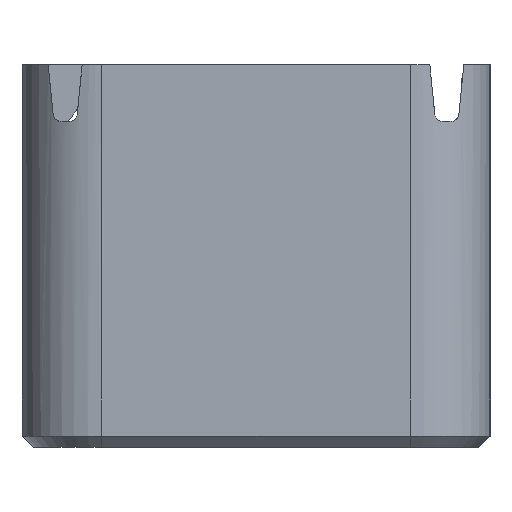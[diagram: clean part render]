
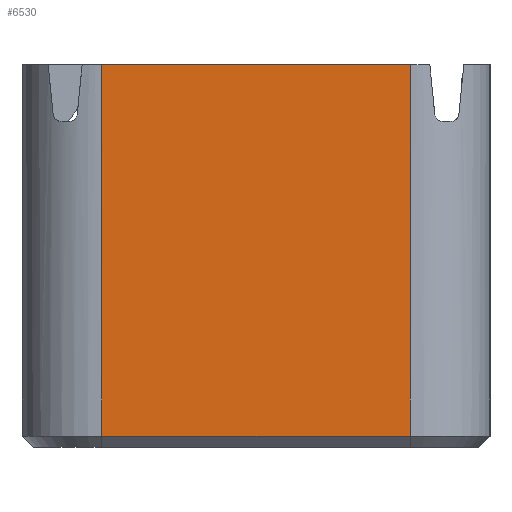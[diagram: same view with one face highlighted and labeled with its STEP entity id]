
A CAD part, left-side view. The second image highlights one B-rep face of the part: STEP entity #6530.
In plain terms, the highlighted planar face has unit normal (-1, 0, 0).
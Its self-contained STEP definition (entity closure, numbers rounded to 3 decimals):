
#100 = PLANE('',#101);
#101 = AXIS2_PLACEMENT_3D('',#102,#103,#104);
#102 = CARTESIAN_POINT('',(0.,0.,33.7));
#103 = DIRECTION('',(0.,0.,1.));
#104 = DIRECTION('',(1.,0.,0.));
#128 = CYLINDRICAL_SURFACE('',#129,7.);
#129 = AXIS2_PLACEMENT_3D('',#130,#131,#132);
#130 = CARTESIAN_POINT('',(7.,34.2,33.7));
#131 = DIRECTION('',(0.,0.,-1.));
#132 = DIRECTION('',(-1.,-0.,-0.));
#3488 = VERTEX_POINT('',#3489);
#3489 = CARTESIAN_POINT('',(0.,34.2,1.));
#3511 = EDGE_CURVE('',#3512,#3488,#3514,.T.);
#3512 = VERTEX_POINT('',#3513);
#3513 = CARTESIAN_POINT('',(0.,34.2,33.7));
#3514 = SURFACE_CURVE('',#3515,(#3519,#3526),.PCURVE_S1.);
#3515 = LINE('',#3516,#3517);
#3516 = CARTESIAN_POINT('',(0.,34.2,33.7));
#3517 = VECTOR('',#3518,1.);
#3518 = DIRECTION('',(0.,0.,-1.));
#3519 = PCURVE('',#128,#3520);
#3520 = DEFINITIONAL_REPRESENTATION('',(#3521),#3525);
#3521 = LINE('',#3522,#3523);
#3522 = CARTESIAN_POINT('',(0.,0.));
#3523 = VECTOR('',#3524,1.);
#3524 = DIRECTION('',(0.,1.));
#3525 = ( GEOMETRIC_REPRESENTATION_CONTEXT(2) 
PARAMETRIC_REPRESENTATION_CONTEXT() REPRESENTATION_CONTEXT('2D SPACE',''
  ) );
#3526 = PCURVE('',#3527,#3532);
#3527 = PLANE('',#3528);
#3528 = AXIS2_PLACEMENT_3D('',#3529,#3530,#3531);
#3529 = CARTESIAN_POINT('',(0.,0.,0.));
#3530 = DIRECTION('',(1.,0.,0.));
#3531 = DIRECTION('',(0.,0.,1.));
#3532 = DEFINITIONAL_REPRESENTATION('',(#3533),#3537);
#3533 = LINE('',#3534,#3535);
#3534 = CARTESIAN_POINT('',(33.7,-34.2));
#3535 = VECTOR('',#3536,1.);
#3536 = DIRECTION('',(-1.,0.));
#3537 = ( GEOMETRIC_REPRESENTATION_CONTEXT(2) 
PARAMETRIC_REPRESENTATION_CONTEXT() REPRESENTATION_CONTEXT('2D SPACE',''
  ) );
#4161 = EDGE_CURVE('',#3512,#4162,#4164,.T.);
#4162 = VERTEX_POINT('',#4163);
#4163 = CARTESIAN_POINT('',(0.,7.,33.7));
#4164 = SURFACE_CURVE('',#4165,(#4169,#4176),.PCURVE_S1.);
#4165 = LINE('',#4166,#4167);
#4166 = CARTESIAN_POINT('',(0.,41.2,33.7));
#4167 = VECTOR('',#4168,1.);
#4168 = DIRECTION('',(0.,-1.,0.));
#4169 = PCURVE('',#100,#4170);
#4170 = DEFINITIONAL_REPRESENTATION('',(#4171),#4175);
#4171 = LINE('',#4172,#4173);
#4172 = CARTESIAN_POINT('',(0.,41.2));
#4173 = VECTOR('',#4174,1.);
#4174 = DIRECTION('',(0.,-1.));
#4175 = ( GEOMETRIC_REPRESENTATION_CONTEXT(2) 
PARAMETRIC_REPRESENTATION_CONTEXT() REPRESENTATION_CONTEXT('2D SPACE',''
  ) );
#4176 = PCURVE('',#3527,#4177);
#4177 = DEFINITIONAL_REPRESENTATION('',(#4178),#4182);
#4178 = LINE('',#4179,#4180);
#4179 = CARTESIAN_POINT('',(33.7,-41.2));
#4180 = VECTOR('',#4181,1.);
#4181 = DIRECTION('',(0.,1.));
#4182 = ( GEOMETRIC_REPRESENTATION_CONTEXT(2) 
PARAMETRIC_REPRESENTATION_CONTEXT() REPRESENTATION_CONTEXT('2D SPACE',''
  ) );
#4199 = CYLINDRICAL_SURFACE('',#4200,7.);
#4200 = AXIS2_PLACEMENT_3D('',#4201,#4202,#4203);
#4201 = CARTESIAN_POINT('',(7.,7.,0.));
#4202 = DIRECTION('',(0.,0.,1.));
#4203 = DIRECTION('',(-1.,0.,0.));
#4546 = PLANE('',#4547);
#4547 = AXIS2_PLACEMENT_3D('',#4548,#4549,#4550);
#4548 = CARTESIAN_POINT('',(0.5,7.,0.5));
#4549 = DIRECTION('',(-0.707,0.,-0.707));
#4550 = DIRECTION('',(0.,1.,0.));
#6530 = ADVANCED_FACE('',(#6531),#3527,.F.);
#6531 = FACE_BOUND('',#6532,.F.);
#6532 = EDGE_LOOP('',(#6533,#6534,#6535,#6558));
#6533 = ORIENTED_EDGE('',*,*,#3511,.F.);
#6534 = ORIENTED_EDGE('',*,*,#4161,.T.);
#6535 = ORIENTED_EDGE('',*,*,#6536,.F.);
#6536 = EDGE_CURVE('',#6537,#4162,#6539,.T.);
#6537 = VERTEX_POINT('',#6538);
#6538 = CARTESIAN_POINT('',(0.,7.,1.));
#6539 = SURFACE_CURVE('',#6540,(#6544,#6551),.PCURVE_S1.);
#6540 = LINE('',#6541,#6542);
#6541 = CARTESIAN_POINT('',(0.,7.,0.));
#6542 = VECTOR('',#6543,1.);
#6543 = DIRECTION('',(0.,0.,1.));
#6544 = PCURVE('',#3527,#6545);
#6545 = DEFINITIONAL_REPRESENTATION('',(#6546),#6550);
#6546 = LINE('',#6547,#6548);
#6547 = CARTESIAN_POINT('',(0.,-7.));
#6548 = VECTOR('',#6549,1.);
#6549 = DIRECTION('',(1.,0.));
#6550 = ( GEOMETRIC_REPRESENTATION_CONTEXT(2) 
PARAMETRIC_REPRESENTATION_CONTEXT() REPRESENTATION_CONTEXT('2D SPACE',''
  ) );
#6551 = PCURVE('',#4199,#6552);
#6552 = DEFINITIONAL_REPRESENTATION('',(#6553),#6557);
#6553 = LINE('',#6554,#6555);
#6554 = CARTESIAN_POINT('',(0.,0.));
#6555 = VECTOR('',#6556,1.);
#6556 = DIRECTION('',(0.,1.));
#6557 = ( GEOMETRIC_REPRESENTATION_CONTEXT(2) 
PARAMETRIC_REPRESENTATION_CONTEXT() REPRESENTATION_CONTEXT('2D SPACE',''
  ) );
#6558 = ORIENTED_EDGE('',*,*,#6559,.T.);
#6559 = EDGE_CURVE('',#6537,#3488,#6560,.T.);
#6560 = SURFACE_CURVE('',#6561,(#6565,#6572),.PCURVE_S1.);
#6561 = LINE('',#6562,#6563);
#6562 = CARTESIAN_POINT('',(0.,7.,1.));
#6563 = VECTOR('',#6564,1.);
#6564 = DIRECTION('',(0.,1.,0.));
#6565 = PCURVE('',#3527,#6566);
#6566 = DEFINITIONAL_REPRESENTATION('',(#6567),#6571);
#6567 = LINE('',#6568,#6569);
#6568 = CARTESIAN_POINT('',(1.,-7.));
#6569 = VECTOR('',#6570,1.);
#6570 = DIRECTION('',(0.,-1.));
#6571 = ( GEOMETRIC_REPRESENTATION_CONTEXT(2) 
PARAMETRIC_REPRESENTATION_CONTEXT() REPRESENTATION_CONTEXT('2D SPACE',''
  ) );
#6572 = PCURVE('',#4546,#6573);
#6573 = DEFINITIONAL_REPRESENTATION('',(#6574),#6578);
#6574 = LINE('',#6575,#6576);
#6575 = CARTESIAN_POINT('',(0.,-0.707));
#6576 = VECTOR('',#6577,1.);
#6577 = DIRECTION('',(1.,0.));
#6578 = ( GEOMETRIC_REPRESENTATION_CONTEXT(2) 
PARAMETRIC_REPRESENTATION_CONTEXT() REPRESENTATION_CONTEXT('2D SPACE',''
  ) );
